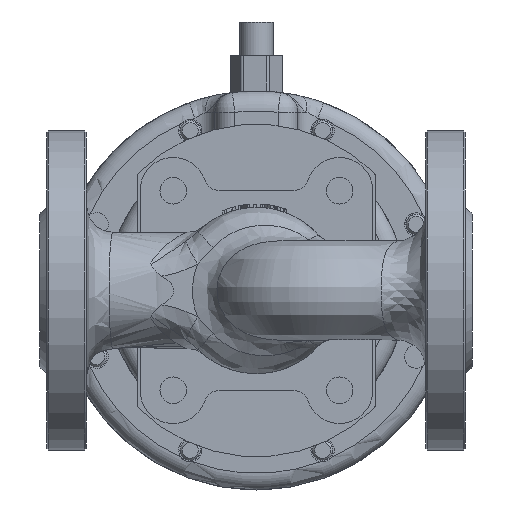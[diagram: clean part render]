
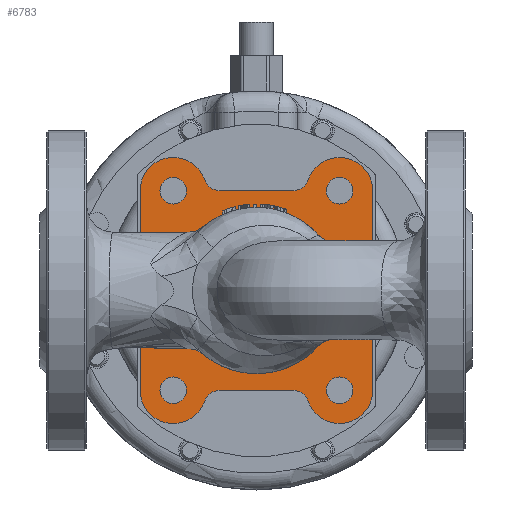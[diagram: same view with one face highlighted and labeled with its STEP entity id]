
A CAD part, front view. The second image highlights one B-rep face of the part: STEP entity #6783.
In plain terms, the highlighted planar face has unit normal (0, -1, 0).
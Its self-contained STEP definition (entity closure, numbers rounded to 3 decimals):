
#167=FACE_BOUND('',#1169,.T.);
#168=FACE_BOUND('',#1170,.T.);
#169=FACE_BOUND('',#1171,.T.);
#170=FACE_BOUND('',#1172,.T.);
#171=FACE_BOUND('',#1173,.T.);
#394=B_SPLINE_CURVE_WITH_KNOTS('',3,(#11480,#11481,#11482,#11483,#11484,
#11485,#11486,#11487,#11488,#11489,#11490,#11491,#11492,#11493,#11494,#11495,
#11496,#11497,#11498,#11499,#11500,#11501),.UNSPECIFIED.,.F.,.F.,(4,2,2,
2,2,2,2,2,2,2,4),(0.,0.292,0.619,0.847,
0.957,1.033,1.107,1.21,1.417,
1.709,2.069),.UNSPECIFIED.);
#583=PLANE('',#7373);
#769=FACE_OUTER_BOUND('',#1168,.T.);
#1168=EDGE_LOOP('',(#4749,#4750,#4751,#4752,#4753,#4754,#4755,#4756,#4757,
#4758,#4759,#4760));
#1169=EDGE_LOOP('',(#4761));
#1170=EDGE_LOOP('',(#4762));
#1171=EDGE_LOOP('',(#4763));
#1172=EDGE_LOOP('',(#4764));
#1173=EDGE_LOOP('',(#4765,#4766));
#1556=LINE('',#9966,#1909);
#1571=LINE('',#10016,#1924);
#1666=LINE('',#11468,#2019);
#1667=LINE('',#11471,#2020);
#1909=VECTOR('',#8044,10.);
#1924=VECTOR('',#8091,10.);
#2019=VECTOR('',#8402,10.);
#2020=VECTOR('',#8405,10.);
#2260=CIRCLE('',#7248,5.);
#2262=CIRCLE('',#7252,5.);
#2264=CIRCLE('',#7255,10.);
#2266=CIRCLE('',#7258,5.);
#2268=CIRCLE('',#7261,10.);
#2270=CIRCLE('',#7264,5.);
#2308=CIRCLE('',#7354,25.);
#2319=CIRCLE('',#7374,10.);
#2320=CIRCLE('',#7375,10.);
#2321=CIRCLE('',#7376,4.);
#2322=CIRCLE('',#7377,4.);
#2323=CIRCLE('',#7378,4.);
#2324=CIRCLE('',#7379,4.);
#2657=VERTEX_POINT('',#9956);
#2658=VERTEX_POINT('',#9957);
#2661=VERTEX_POINT('',#9965);
#2665=VERTEX_POINT('',#9975);
#2667=VERTEX_POINT('',#9981);
#2669=VERTEX_POINT('',#9987);
#2670=VERTEX_POINT('',#9988);
#2673=VERTEX_POINT('',#9996);
#2675=VERTEX_POINT('',#10002);
#2676=VERTEX_POINT('',#10003);
#2804=VERTEX_POINT('',#11178);
#2805=VERTEX_POINT('',#11303);
#2818=VERTEX_POINT('',#11466);
#2819=VERTEX_POINT('',#11469);
#2820=VERTEX_POINT('',#11472);
#2821=VERTEX_POINT('',#11474);
#2822=VERTEX_POINT('',#11476);
#2823=VERTEX_POINT('',#11478);
#3312=EDGE_CURVE('',#2657,#2658,#2260,.T.);
#3316=EDGE_CURVE('',#2658,#2661,#1556,.T.);
#3321=EDGE_CURVE('',#2661,#2665,#2262,.T.);
#3324=EDGE_CURVE('',#2665,#2667,#2264,.T.);
#3327=EDGE_CURVE('',#2669,#2670,#2266,.T.);
#3331=EDGE_CURVE('',#2670,#2673,#2268,.T.);
#3334=EDGE_CURVE('',#2675,#2676,#2270,.T.);
#3341=EDGE_CURVE('',#2676,#2669,#1571,.T.);
#3525=EDGE_CURVE('',#2805,#2804,#2308,.T.);
#3544=EDGE_CURVE('',#2818,#2675,#2319,.T.);
#3545=EDGE_CURVE('',#2667,#2818,#1666,.T.);
#3546=EDGE_CURVE('',#2819,#2657,#2320,.T.);
#3547=EDGE_CURVE('',#2673,#2819,#1667,.T.);
#3548=EDGE_CURVE('',#2820,#2820,#2321,.T.);
#3549=EDGE_CURVE('',#2821,#2821,#2322,.T.);
#3550=EDGE_CURVE('',#2822,#2822,#2323,.T.);
#3551=EDGE_CURVE('',#2823,#2823,#2324,.T.);
#3552=EDGE_CURVE('',#2804,#2805,#394,.F.);
#4749=ORIENTED_EDGE('',*,*,#3327,.F.);
#4750=ORIENTED_EDGE('',*,*,#3341,.F.);
#4751=ORIENTED_EDGE('',*,*,#3334,.F.);
#4752=ORIENTED_EDGE('',*,*,#3544,.F.);
#4753=ORIENTED_EDGE('',*,*,#3545,.F.);
#4754=ORIENTED_EDGE('',*,*,#3324,.F.);
#4755=ORIENTED_EDGE('',*,*,#3321,.F.);
#4756=ORIENTED_EDGE('',*,*,#3316,.F.);
#4757=ORIENTED_EDGE('',*,*,#3312,.F.);
#4758=ORIENTED_EDGE('',*,*,#3546,.F.);
#4759=ORIENTED_EDGE('',*,*,#3547,.F.);
#4760=ORIENTED_EDGE('',*,*,#3331,.F.);
#4761=ORIENTED_EDGE('',*,*,#3548,.F.);
#4762=ORIENTED_EDGE('',*,*,#3549,.F.);
#4763=ORIENTED_EDGE('',*,*,#3550,.F.);
#4764=ORIENTED_EDGE('',*,*,#3551,.F.);
#4765=ORIENTED_EDGE('',*,*,#3552,.T.);
#4766=ORIENTED_EDGE('',*,*,#3525,.T.);
#6783=ADVANCED_FACE('',(#769,#167,#168,#169,#170,#171),#583,.F.);
#7248=AXIS2_PLACEMENT_3D('',#9958,#8036,#8037);
#7252=AXIS2_PLACEMENT_3D('',#9976,#8051,#8052);
#7255=AXIS2_PLACEMENT_3D('',#9982,#8058,#8059);
#7258=AXIS2_PLACEMENT_3D('',#9989,#8065,#8066);
#7261=AXIS2_PLACEMENT_3D('',#9997,#8073,#8074);
#7264=AXIS2_PLACEMENT_3D('',#10004,#8080,#8081);
#7354=AXIS2_PLACEMENT_3D('',#11304,#8356,#8357);
#7373=AXIS2_PLACEMENT_3D('',#11465,#8398,#8399);
#7374=AXIS2_PLACEMENT_3D('',#11467,#8400,#8401);
#7375=AXIS2_PLACEMENT_3D('',#11470,#8403,#8404);
#7376=AXIS2_PLACEMENT_3D('',#11473,#8406,#8407);
#7377=AXIS2_PLACEMENT_3D('',#11475,#8408,#8409);
#7378=AXIS2_PLACEMENT_3D('',#11477,#8410,#8411);
#7379=AXIS2_PLACEMENT_3D('',#11479,#8412,#8413);
#8036=DIRECTION('center_axis',(0.,-1.,0.));
#8037=DIRECTION('ref_axis',(0.577,0.,0.816));
#8044=DIRECTION('',(-1.,0.,0.));
#8051=DIRECTION('center_axis',(0.,-1.,0.));
#8052=DIRECTION('ref_axis',(-0.577,0.,0.816));
#8058=DIRECTION('center_axis',(0.,1.,0.));
#8059=DIRECTION('ref_axis',(1.,0.,0.));
#8065=DIRECTION('center_axis',(0.,-1.,0.));
#8066=DIRECTION('ref_axis',(0.577,0.,-0.816));
#8073=DIRECTION('center_axis',(0.,1.,0.));
#8074=DIRECTION('ref_axis',(1.,0.,0.));
#8080=DIRECTION('center_axis',(0.,-1.,0.));
#8081=DIRECTION('ref_axis',(-0.577,0.,-0.816));
#8091=DIRECTION('',(1.,0.,0.));
#8356=DIRECTION('center_axis',(0.,1.,0.));
#8357=DIRECTION('ref_axis',(0.,0.,1.));
#8398=DIRECTION('center_axis',(0.,1.,0.));
#8399=DIRECTION('ref_axis',(0.,0.,1.));
#8400=DIRECTION('center_axis',(0.,1.,0.));
#8401=DIRECTION('ref_axis',(1.,0.,0.));
#8402=DIRECTION('',(0.,0.,1.));
#8403=DIRECTION('center_axis',(0.,1.,0.));
#8404=DIRECTION('ref_axis',(1.,0.,0.));
#8405=DIRECTION('',(0.,0.,-1.));
#8406=DIRECTION('center_axis',(0.,-1.,0.));
#8407=DIRECTION('ref_axis',(-1.,0.,0.));
#8408=DIRECTION('center_axis',(0.,-1.,0.));
#8409=DIRECTION('ref_axis',(-1.,0.,0.));
#8410=DIRECTION('center_axis',(0.,-1.,0.));
#8411=DIRECTION('ref_axis',(-1.,0.,0.));
#8412=DIRECTION('center_axis',(0.,-1.,0.));
#8413=DIRECTION('ref_axis',(-1.,0.,0.));
#9956=CARTESIAN_POINT('',(80.693,25.,-33.333));
#9957=CARTESIAN_POINT('',(75.979,25.,-30.));
#9958=CARTESIAN_POINT('Origin',(75.979,25.,-35.));
#9965=CARTESIAN_POINT('',(54.263,25.,-30.));
#9966=CARTESIAN_POINT('',(100.121,25.,-30.));
#9975=CARTESIAN_POINT('',(49.549,25.,-33.333));
#9976=CARTESIAN_POINT('Origin',(54.263,25.,-35.));
#9981=CARTESIAN_POINT('',(30.121,25.,-30.));
#9982=CARTESIAN_POINT('Origin',(40.121,25.,-30.));
#9987=CARTESIAN_POINT('',(75.979,25.,30.));
#9988=CARTESIAN_POINT('',(80.693,25.,33.333));
#9989=CARTESIAN_POINT('Origin',(75.979,25.,35.));
#9996=CARTESIAN_POINT('',(100.121,25.,30.));
#9997=CARTESIAN_POINT('Origin',(90.121,25.,30.));
#10002=CARTESIAN_POINT('',(49.549,25.,33.333));
#10003=CARTESIAN_POINT('',(54.263,25.,30.));
#10004=CARTESIAN_POINT('Origin',(54.263,25.,35.));
#10016=CARTESIAN_POINT('',(30.121,25.,30.));
#11178=CARTESIAN_POINT('',(42.255,25.,-10.106));
#11303=CARTESIAN_POINT('',(42.253,24.997,10.104));
#11304=CARTESIAN_POINT('Origin',(65.121,25.,0.));
#11465=CARTESIAN_POINT('Origin',(65.121,25.,0.));
#11466=CARTESIAN_POINT('',(30.121,25.,30.));
#11467=CARTESIAN_POINT('Origin',(40.121,25.,30.));
#11468=CARTESIAN_POINT('',(30.121,25.,-30.));
#11469=CARTESIAN_POINT('',(100.121,25.,-30.));
#11470=CARTESIAN_POINT('Origin',(90.121,25.,-30.));
#11471=CARTESIAN_POINT('',(100.121,25.,30.));
#11472=CARTESIAN_POINT('',(94.121,25.,-30.));
#11473=CARTESIAN_POINT('Origin',(90.121,25.,-30.));
#11474=CARTESIAN_POINT('',(44.121,25.,-30.));
#11475=CARTESIAN_POINT('Origin',(40.121,25.,-30.));
#11476=CARTESIAN_POINT('',(94.121,25.,30.));
#11477=CARTESIAN_POINT('Origin',(90.121,25.,30.));
#11478=CARTESIAN_POINT('',(44.121,25.,30.));
#11479=CARTESIAN_POINT('Origin',(40.121,25.,30.));
#11480=CARTESIAN_POINT('Ctrl Pts',(42.249,25.,10.101));
#11481=CARTESIAN_POINT('Ctrl Pts',(41.856,25.,9.209));
#11482=CARTESIAN_POINT('Ctrl Pts',(41.445,25.,8.28));
#11483=CARTESIAN_POINT('Ctrl Pts',(40.656,25.,6.329));
#11484=CARTESIAN_POINT('Ctrl Pts',(40.273,25.,5.277));
#11485=CARTESIAN_POINT('Ctrl Pts',(39.775,25.,3.457));
#11486=CARTESIAN_POINT('Ctrl Pts',(39.614,25.,2.701));
#11487=CARTESIAN_POINT('Ctrl Pts',(39.461,25.,1.555));
#11488=CARTESIAN_POINT('Ctrl Pts',(39.426,25.,1.18));
#11489=CARTESIAN_POINT('Ctrl Pts',(39.391,25.,0.545));
#11490=CARTESIAN_POINT('Ctrl Pts',(39.383,25.,0.287));
#11491=CARTESIAN_POINT('Ctrl Pts',(39.383,25.,-0.226));
#11492=CARTESIAN_POINT('Ctrl Pts',(39.389,25.,-0.48));
#11493=CARTESIAN_POINT('Ctrl Pts',(39.421,25.,-1.086));
#11494=CARTESIAN_POINT('Ctrl Pts',(39.452,25.,-1.436));
#11495=CARTESIAN_POINT('Ctrl Pts',(39.582,25.,-2.49));
#11496=CARTESIAN_POINT('Ctrl Pts',(39.716,25.,-3.182));
#11497=CARTESIAN_POINT('Ctrl Pts',(40.134,25.,-4.834));
#11498=CARTESIAN_POINT('Ctrl Pts',(40.452,25.,-5.778));
#11499=CARTESIAN_POINT('Ctrl Pts',(41.253,25.,-7.854));
#11500=CARTESIAN_POINT('Ctrl Pts',(41.729,25.,-8.916));
#11501=CARTESIAN_POINT('Ctrl Pts',(42.256,25.,-10.106));
